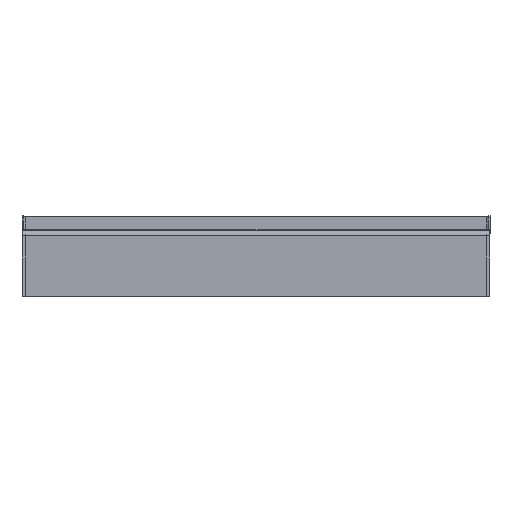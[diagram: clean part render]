
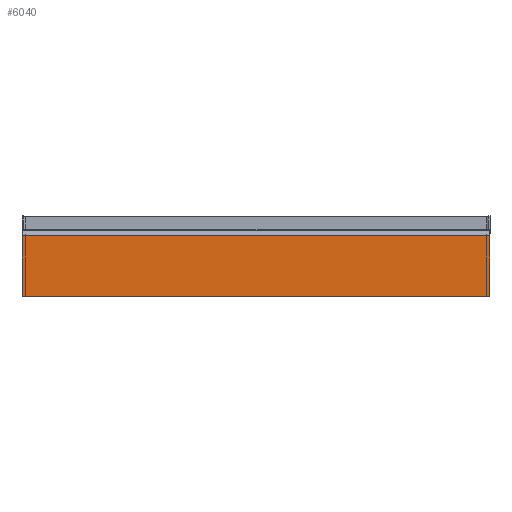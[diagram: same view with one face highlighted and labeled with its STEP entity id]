
A CAD part, top view. The second image highlights one B-rep face of the part: STEP entity #6040.
In plain terms, the highlighted planar face has unit normal (0, 0, 1).
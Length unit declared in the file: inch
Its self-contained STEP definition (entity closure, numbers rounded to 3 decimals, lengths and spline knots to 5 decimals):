
#512 = VERTEX_POINT ( 'NONE', #6668 ) ;
#682 = PLANE ( 'NONE',  #2776 ) ;
#851 = CARTESIAN_POINT ( 'NONE',  ( 0., -4.5, 16. ) ) ;
#1031 = VECTOR ( 'NONE', #1233, 39.37008 ) ;
#1098 = EDGE_CURVE ( 'NONE', #7957, #512, #4418, .T. ) ;
#1233 = DIRECTION ( 'NONE',  ( 0., 1., 0. ) ) ;
#1283 = LINE ( 'NONE', #6494, #4763 ) ;
#1413 = CARTESIAN_POINT ( 'NONE',  ( -15.96651, -0.375, 16. ) ) ;
#1777 = EDGE_LOOP ( 'NONE', ( #5752, #2136, #7708, #3601 ) ) ;
#2065 = VERTEX_POINT ( 'NONE', #4986 ) ;
#2136 = ORIENTED_EDGE ( 'NONE', *, *, #1098, .T. ) ;
#2347 = DIRECTION ( 'NONE',  ( 1., 0., 0. ) ) ;
#2776 = AXIS2_PLACEMENT_3D ( 'NONE', #3061, #6041, #2347 ) ;
#3061 = CARTESIAN_POINT ( 'NONE',  ( 0., 0., 16. ) ) ;
#3333 = CARTESIAN_POINT ( 'NONE',  ( 15.96651, -4.5, 16. ) ) ;
#3601 = ORIENTED_EDGE ( 'NONE', *, *, #5366, .T. ) ;
#3644 = VERTEX_POINT ( 'NONE', #3333 ) ;
#3742 = CARTESIAN_POINT ( 'NONE',  ( -15.96651, 0., 16. ) ) ;
#4256 = LINE ( 'NONE', #9550, #1031 ) ;
#4418 = LINE ( 'NONE', #3742, #6571 ) ;
#4763 = VECTOR ( 'NONE', #9350, 39.37008 ) ;
#4961 = VECTOR ( 'NONE', #6071, 39.37008 ) ;
#4986 = CARTESIAN_POINT ( 'NONE',  ( 15.96651, -0.375, 16. ) ) ;
#5200 = DIRECTION ( 'NONE',  ( 0., -1., 0. ) ) ;
#5274 = EDGE_CURVE ( 'NONE', #7957, #2065, #1283, .T. ) ;
#5289 = LINE ( 'NONE', #851, #4961 ) ;
#5366 = EDGE_CURVE ( 'NONE', #3644, #2065, #4256, .T. ) ;
#5752 = ORIENTED_EDGE ( 'NONE', *, *, #5274, .F. ) ;
#6040 = ADVANCED_FACE ( 'NONE', ( #8903 ), #682, .T. ) ;
#6041 = DIRECTION ( 'NONE',  ( 0., 0., 1. ) ) ;
#6071 = DIRECTION ( 'NONE',  ( 1., 0., 0. ) ) ;
#6494 = CARTESIAN_POINT ( 'NONE',  ( 15.875, -0.375, 16. ) ) ;
#6571 = VECTOR ( 'NONE', #5200, 39.37008 ) ;
#6668 = CARTESIAN_POINT ( 'NONE',  ( -15.96651, -4.5, 16. ) ) ;
#7269 = EDGE_CURVE ( 'NONE', #512, #3644, #5289, .T. ) ;
#7708 = ORIENTED_EDGE ( 'NONE', *, *, #7269, .T. ) ;
#7957 = VERTEX_POINT ( 'NONE', #1413 ) ;
#8903 = FACE_OUTER_BOUND ( 'NONE', #1777, .T. ) ;
#9350 = DIRECTION ( 'NONE',  ( 1., 0., 0. ) ) ;
#9550 = CARTESIAN_POINT ( 'NONE',  ( 15.96651, 0., 16. ) ) ;
